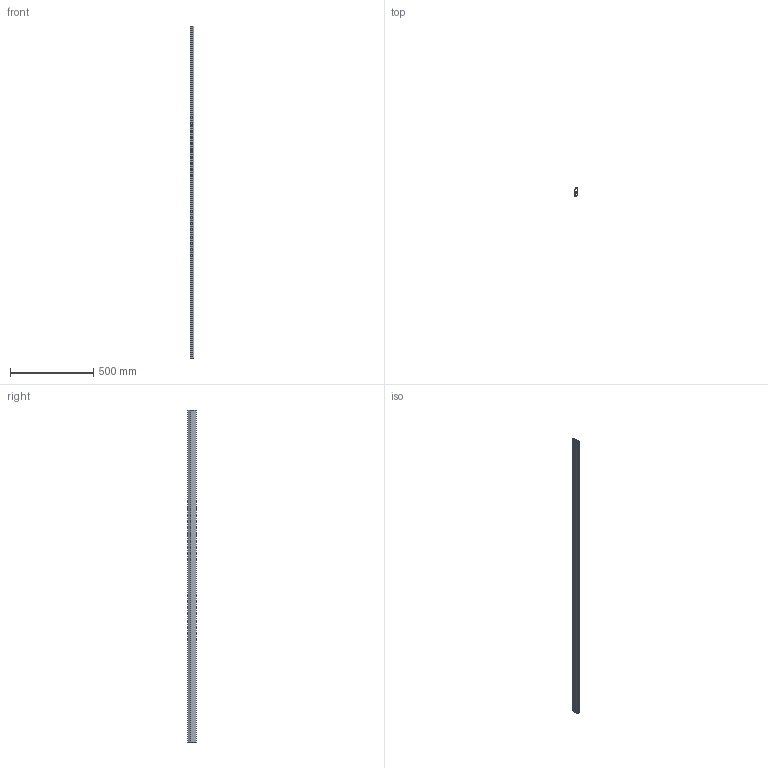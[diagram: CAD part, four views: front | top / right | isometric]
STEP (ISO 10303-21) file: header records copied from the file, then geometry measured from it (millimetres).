
FILE_DESCRIPTION (( 'STEP AP214' ), '1' );
FILE_NAME ('6132193.stp', '2024-09-05T09:54:10', ( '' ), ( '' ), 'SwSTEP 2.0', 'SolidWorks 2022', '' );
FILE_SCHEMA (( 'AUTOMOTIVE_DESIGN' ));
Length unit declared in the file: millimetre
Products named in the file (3): 6132193; 162352_2000mm; 162331_Ohne Dichtlippe, Standard
Assembly tree (2 placements, depth 2):
  6132193
    162352_2000mm
    162331_Ohne Dichtlippe, Standard
Bounding box: 20 x 50.5 x 2000 mm (x, y, z)
Volume: 521850.5 mm3; surface area: 680105.1 mm2
Topology: 2 solids, 2 shells, 78 faces, 248 edges, 174 vertices
Faces by surface type: cylinder 40, plane 38
Full cylindrical faces by diameter (mm): 6.1 x26
Entity records: 3508 total; most frequent: DIRECTION 442, CARTESIAN_POINT 427, ORIENTED_EDGE 392, EDGE_CURVE 196, AXIS2_PLACEMENT_3D 163, EDGE_LOOP 156, VERTEX_POINT 148, LINE 116
